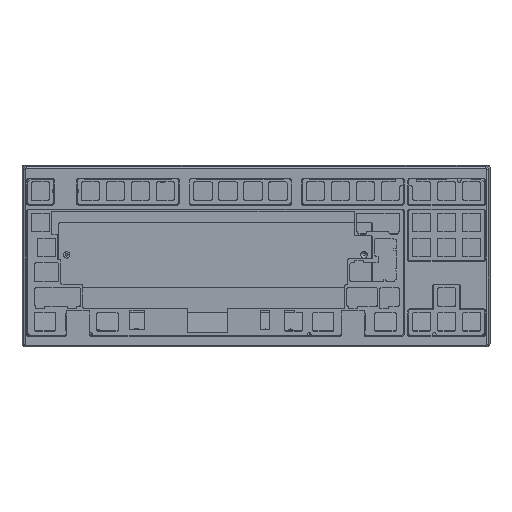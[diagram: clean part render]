
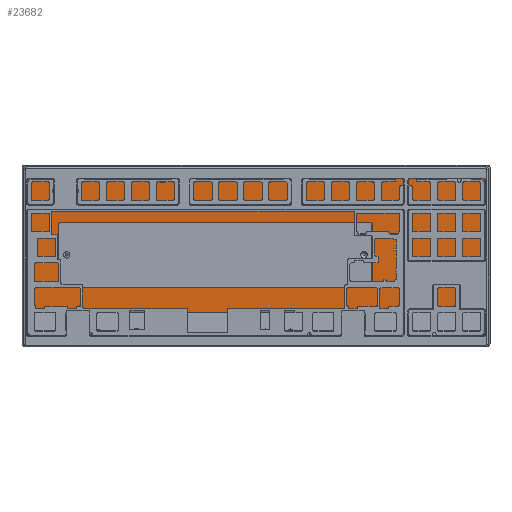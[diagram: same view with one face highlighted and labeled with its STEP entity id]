
A CAD part, top view. The second image highlights one B-rep face of the part: STEP entity #23682.
In plain terms, the highlighted face is planar.
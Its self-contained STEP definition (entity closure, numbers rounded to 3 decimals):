
#908=FACE_BOUND('',#3402,.T.);
#2009=FACE_OUTER_BOUND('',#3401,.T.);
#3401=EDGE_LOOP('',(#21346,#21347,#21348,#21349,#21350,#21351));
#3402=EDGE_LOOP('',(#21352,#21353,#21354,#21355,#21356,#21357,#21358,#21359));
#5371=LINE('',#39352,#7596);
#5469=LINE('',#39782,#7694);
#5614=LINE('',#40322,#7839);
#5615=LINE('',#40324,#7840);
#5616=LINE('',#40330,#7841);
#5617=LINE('',#40334,#7842);
#5618=LINE('',#40338,#7843);
#5619=LINE('',#40341,#7844);
#7596=VECTOR('',#32126,10.);
#7694=VECTOR('',#32494,10.);
#7839=VECTOR('',#33015,10.);
#7840=VECTOR('',#33016,10.);
#7841=VECTOR('',#33021,10.);
#7842=VECTOR('',#33024,10.);
#7843=VECTOR('',#33027,10.);
#7844=VECTOR('',#33030,10.);
#9158=CIRCLE('',#26162,2.5);
#9159=CIRCLE('',#26164,2.5);
#9160=CIRCLE('',#26165,2.);
#9161=CIRCLE('',#26166,2.);
#9162=CIRCLE('',#26167,2.);
#9163=CIRCLE('',#26168,2.);
#11075=VERTEX_POINT('',#39349);
#11076=VERTEX_POINT('',#39351);
#11204=VERTEX_POINT('',#39779);
#11205=VERTEX_POINT('',#39781);
#11399=VERTEX_POINT('',#40318);
#11400=VERTEX_POINT('',#40323);
#11401=VERTEX_POINT('',#40326);
#11402=VERTEX_POINT('',#40327);
#11403=VERTEX_POINT('',#40329);
#11404=VERTEX_POINT('',#40331);
#11405=VERTEX_POINT('',#40333);
#11406=VERTEX_POINT('',#40335);
#11407=VERTEX_POINT('',#40337);
#11408=VERTEX_POINT('',#40339);
#14322=EDGE_CURVE('',#11075,#11076,#5371,.T.);
#14501=EDGE_CURVE('',#11205,#11204,#5469,.T.);
#14769=EDGE_CURVE('',#11075,#11399,#9158,.T.);
#14771=EDGE_CURVE('',#11205,#11399,#5614,.T.);
#14772=EDGE_CURVE('',#11400,#11204,#5615,.T.);
#14773=EDGE_CURVE('',#11400,#11076,#9159,.T.);
#14774=EDGE_CURVE('',#11401,#11402,#9160,.T.);
#14775=EDGE_CURVE('',#11401,#11403,#5616,.T.);
#14776=EDGE_CURVE('',#11404,#11403,#9161,.T.);
#14777=EDGE_CURVE('',#11404,#11405,#5617,.T.);
#14778=EDGE_CURVE('',#11406,#11405,#9162,.T.);
#14779=EDGE_CURVE('',#11406,#11407,#5618,.T.);
#14780=EDGE_CURVE('',#11408,#11407,#9163,.T.);
#14781=EDGE_CURVE('',#11402,#11408,#5619,.T.);
#21346=ORIENTED_EDGE('',*,*,#14769,.T.);
#21347=ORIENTED_EDGE('',*,*,#14771,.F.);
#21348=ORIENTED_EDGE('',*,*,#14501,.T.);
#21349=ORIENTED_EDGE('',*,*,#14772,.F.);
#21350=ORIENTED_EDGE('',*,*,#14773,.T.);
#21351=ORIENTED_EDGE('',*,*,#14322,.F.);
#21352=ORIENTED_EDGE('',*,*,#14774,.F.);
#21353=ORIENTED_EDGE('',*,*,#14775,.T.);
#21354=ORIENTED_EDGE('',*,*,#14776,.F.);
#21355=ORIENTED_EDGE('',*,*,#14777,.T.);
#21356=ORIENTED_EDGE('',*,*,#14778,.F.);
#21357=ORIENTED_EDGE('',*,*,#14779,.T.);
#21358=ORIENTED_EDGE('',*,*,#14780,.F.);
#21359=ORIENTED_EDGE('',*,*,#14781,.F.);
#22524=PLANE('',#26163);
#23682=ADVANCED_FACE('',(#2009,#908),#22524,.T.);
#26162=AXIS2_PLACEMENT_3D('',#40319,#33010,#33011);
#26163=AXIS2_PLACEMENT_3D('',#40321,#33013,#33014);
#26164=AXIS2_PLACEMENT_3D('',#40325,#33017,#33018);
#26165=AXIS2_PLACEMENT_3D('',#40328,#33019,#33020);
#26166=AXIS2_PLACEMENT_3D('',#40332,#33022,#33023);
#26167=AXIS2_PLACEMENT_3D('',#40336,#33025,#33026);
#26168=AXIS2_PLACEMENT_3D('',#40340,#33028,#33029);
#32126=DIRECTION('',(1.,0.,0.));
#32494=DIRECTION('',(1.,0.,0.));
#33010=DIRECTION('center_axis',(0.,0.,1.));
#33011=DIRECTION('ref_axis',(-0.707,0.707,0.));
#33013=DIRECTION('center_axis',(0.,0.,1.));
#33014=DIRECTION('ref_axis',(0.,-1.,0.));
#33015=DIRECTION('',(0.,1.,0.));
#33016=DIRECTION('',(0.,-1.,0.));
#33017=DIRECTION('center_axis',(0.,0.,1.));
#33018=DIRECTION('ref_axis',(0.707,0.707,0.));
#33019=DIRECTION('center_axis',(0.,0.,1.));
#33020=DIRECTION('ref_axis',(-0.707,-0.707,0.));
#33021=DIRECTION('',(0.,1.,0.));
#33022=DIRECTION('center_axis',(0.,0.,1.));
#33023=DIRECTION('ref_axis',(-0.707,0.707,0.));
#33024=DIRECTION('',(1.,0.,0.));
#33025=DIRECTION('center_axis',(0.,0.,1.));
#33026=DIRECTION('ref_axis',(0.707,0.707,0.));
#33027=DIRECTION('',(0.,-1.,0.));
#33028=DIRECTION('center_axis',(0.,0.,1.));
#33029=DIRECTION('ref_axis',(0.707,-0.707,0.));
#33030=DIRECTION('',(1.,0.,0.));
#39349=CARTESIAN_POINT('',(-42.362,73.413,-4.2));
#39351=CARTESIAN_POINT('',(304.268,73.413,-4.2));
#39352=CARTESIAN_POINT('',(217.629,73.413,-4.2));
#39779=CARTESIAN_POINT('',(306.774,-31.648,-4.2));
#39781=CARTESIAN_POINT('',(-44.862,-31.648,-4.2));
#39782=CARTESIAN_POINT('',(128.457,-31.648,-4.2));
#40318=CARTESIAN_POINT('',(-44.862,70.913,-4.2));
#40319=CARTESIAN_POINT('Origin',(-42.362,70.913,-4.2));
#40321=CARTESIAN_POINT('Origin',(-49.862,80.913,-4.2));
#40322=CARTESIAN_POINT('',(-44.862,29.505,-4.2));
#40323=CARTESIAN_POINT('',(306.768,70.913,-4.2));
#40324=CARTESIAN_POINT('',(306.772,15.666,-4.2));
#40325=CARTESIAN_POINT('Origin',(304.268,70.913,-4.2));
#40326=CARTESIAN_POINT('',(-19.512,-10.533,-4.2));
#40327=CARTESIAN_POINT('',(-17.512,-12.533,-4.2));
#40328=CARTESIAN_POINT('Origin',(-17.512,-10.533,-4.2));
#40329=CARTESIAN_POINT('',(-19.512,35.467,-4.2));
#40330=CARTESIAN_POINT('',(-19.512,29.19,-4.2));
#40331=CARTESIAN_POINT('',(-17.512,37.467,-4.2));
#40332=CARTESIAN_POINT('Origin',(-17.512,35.467,-4.2));
#40333=CARTESIAN_POINT('',(217.517,37.467,-4.2));
#40334=CARTESIAN_POINT('',(-34.687,37.467,-4.2));
#40335=CARTESIAN_POINT('',(219.517,35.467,-4.2));
#40336=CARTESIAN_POINT('Origin',(217.517,35.467,-4.2));
#40337=CARTESIAN_POINT('',(219.517,-10.533,-4.2));
#40338=CARTESIAN_POINT('',(219.517,59.19,-4.2));
#40339=CARTESIAN_POINT('',(217.517,-12.533,-4.2));
#40340=CARTESIAN_POINT('Origin',(217.517,-10.533,-4.2));
#40341=CARTESIAN_POINT('',(75.313,-12.533,-4.2));
